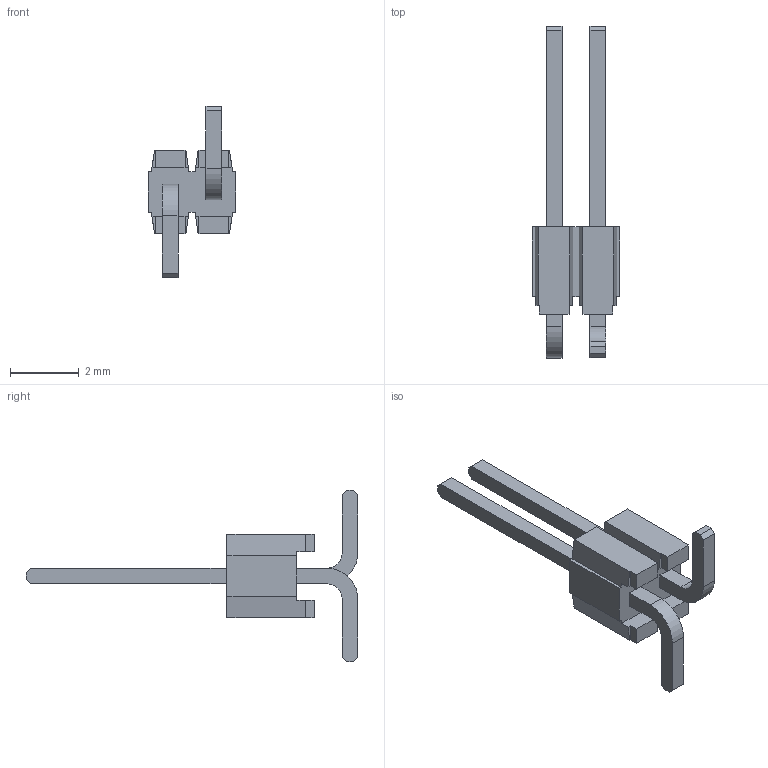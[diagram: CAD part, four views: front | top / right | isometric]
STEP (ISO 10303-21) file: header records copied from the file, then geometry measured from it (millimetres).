
FILE_DESCRIPTION (( 'STEP AP214' ), '1' );
FILE_NAME ('Samtec_HTMS-102-01-T-S-SM.STEP', '2020-11-17T05:43:00', ( '' ), ( '' ), 'SwSTEP 2.0', 'SolidWorks 2020', '' );
FILE_SCHEMA (( 'AUTOMOTIVE_DESIGN' ));
Length unit declared in the file: millimetre
Products named in the file (5): Samtec_HTMS-102-01-T-S-SM; _HTMS-102-SSM_header.stp.STEP; HTMS-102-01-T-S-SM.stp.STEP; _T-1M6-02-01-S-SM_.stp.STEP; HTMS-102-01-T-S-SM.STEP
Assembly tree (4 placements, depth 4):
  Samtec_HTMS-102-01-T-S-SM
    HTMS-102-01-T-S-SM.STEP
      HTMS-102-01-T-S-SM.stp.STEP
        _HTMS-102-SSM_header.stp.STEP
        _T-1M6-02-01-S-SM_.stp.STEP
Bounding box: 2.54 x 9.65 x 4.98 mm (x, y, z)
Volume: 16.6 mm3; surface area: 92.8 mm2
Topology: 2 solids, 2 shells, 92 faces, 264 edges, 176 vertices
Faces by surface type: plane 88, cylinder 4
Entity records: 3247 total; most frequent: CARTESIAN_POINT 541, ORIENTED_EDGE 528, DIRECTION 474, EDGE_CURVE 264, VECTOR 256, LINE 256, VERTEX_POINT 176, AXIS2_PLACEMENT_3D 109
